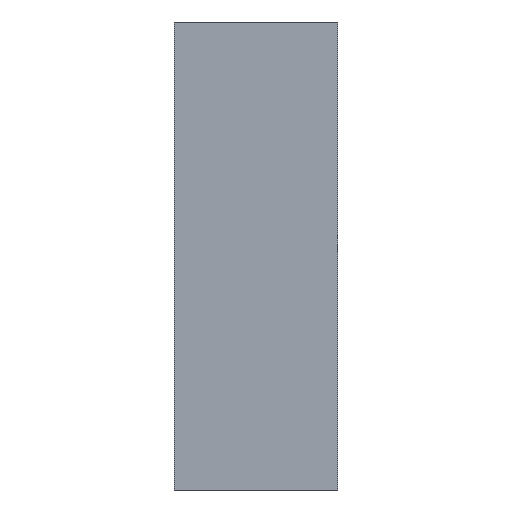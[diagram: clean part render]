
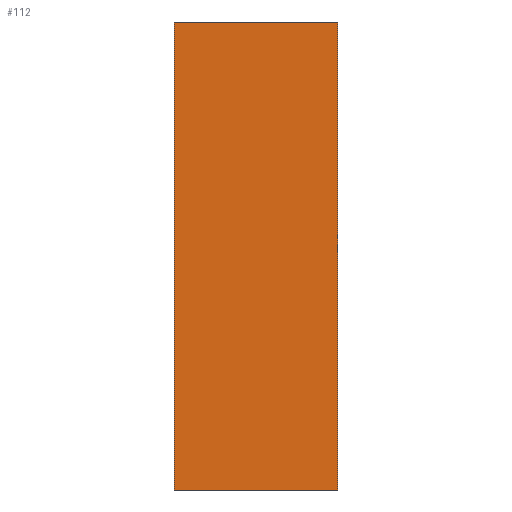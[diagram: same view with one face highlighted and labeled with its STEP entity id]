
A CAD part, left-side view. The second image highlights one B-rep face of the part: STEP entity #112.
In plain terms, the highlighted planar face has unit normal (-1, 0, 0).
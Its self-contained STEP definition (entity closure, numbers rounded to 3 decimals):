
#112=ADVANCED_FACE('',(#172),#174,.T.);
#172=FACE_BOUND('',#173,.T.);
#173=EDGE_LOOP('',(#214,#215,#216,#217));
#174=PLANE('',#175);
#175=AXIS2_PLACEMENT_3D('',#176,#177,#178);
#176=CARTESIAN_POINT('',(-14.3,0.,6.2));
#177=DIRECTION('',(-1.,0.,-0.));
#178=DIRECTION('',(0.,0.,-1.));
#214=ORIENTED_EDGE('',*,*,#239,.T.);
#215=ORIENTED_EDGE('',*,*,#231,.T.);
#216=ORIENTED_EDGE('',*,*,#228,.F.);
#217=ORIENTED_EDGE('',*,*,#237,.F.);
#228=EDGE_CURVE('',#251,#253,#254,.T.);
#231=EDGE_CURVE('',#257,#253,#258,.T.);
#237=EDGE_CURVE('',#265,#251,#267,.T.);
#239=EDGE_CURVE('',#265,#257,#269,.T.);
#251=VERTEX_POINT('',#291);
#253=VERTEX_POINT('',#295);
#254=LINE('',#296,#297);
#257=VERTEX_POINT('',#306);
#258=LINE('',#307,#308);
#265=VERTEX_POINT('',#325);
#267=LINE('',#329,#330);
#269=LINE('',#335,#336);
#291=CARTESIAN_POINT('',(-14.3,-4.6,6.2));
#295=CARTESIAN_POINT('',(-14.3,-4.6,-7.));
#296=CARTESIAN_POINT('',(-14.3,-4.6,6.2));
#297=VECTOR('',#298,1.);
#298=DIRECTION('',(0.,0.,-1.));
#306=CARTESIAN_POINT('',(-14.3,0.,-7.));
#307=CARTESIAN_POINT('',(-14.3,0.,-7.));
#308=VECTOR('',#309,1.);
#309=DIRECTION('',(0.,-1.,0.));
#325=CARTESIAN_POINT('',(-14.3,0.,6.2));
#329=CARTESIAN_POINT('',(-14.3,0.,6.2));
#330=VECTOR('',#331,1.);
#331=DIRECTION('',(0.,-1.,0.));
#335=CARTESIAN_POINT('',(-14.3,0.,6.2));
#336=VECTOR('',#337,1.);
#337=DIRECTION('',(0.,0.,-1.));
